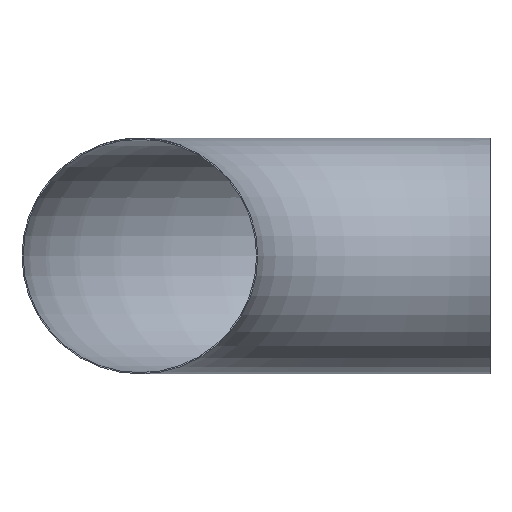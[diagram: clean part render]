
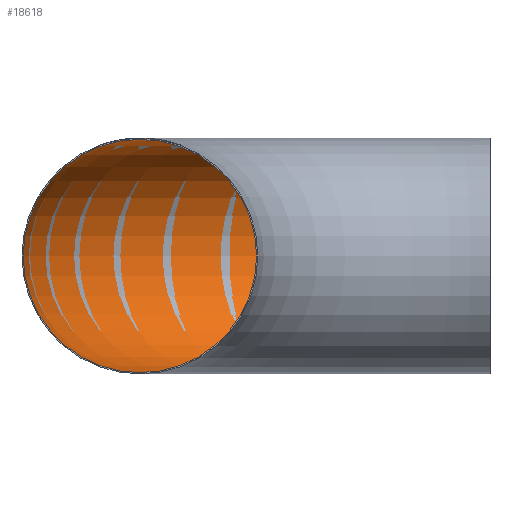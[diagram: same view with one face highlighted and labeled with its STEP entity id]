
A CAD part, front view. The second image highlights one B-rep face of the part: STEP entity #18618.
In plain terms, the highlighted toroidal (fillet/blend) face has major radius 900 mm and minor radius 300 mm.
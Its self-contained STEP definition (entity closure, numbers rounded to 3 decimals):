
#233 = AXIS2_PLACEMENT_3D ( 'NONE', #37521, #33966, #12773 ) ;
#585 = EDGE_LOOP ( 'NONE', ( #34170 ) ) ;
#1321 = DIRECTION ( 'NONE',  ( 0., 1., 0. ) ) ;
#1396 = VERTEX_POINT ( 'NONE', #27526 ) ;
#1745 = EDGE_CURVE ( 'NONE', #38238, #38238, #6310, .T. ) ;
#6310 = CIRCLE ( 'NONE', #29104, 300. ) ;
#7059 = AXIS2_PLACEMENT_3D ( 'NONE', #19133, #7978, #1321 ) ;
#7978 = DIRECTION ( 'NONE',  ( 1., 0., 0. ) ) ;
#9227 = CARTESIAN_POINT ( 'NONE',  ( -900., 0., 300. ) ) ;
#10923 = ORIENTED_EDGE ( 'NONE', *, *, #1745, .F. ) ;
#11638 = TOROIDAL_SURFACE ( 'NONE', #233, 900., 300. ) ;
#11842 = FACE_OUTER_BOUND ( 'NONE', #34169, .T. ) ;
#12773 = DIRECTION ( 'NONE',  ( -1., 0., 0. ) ) ;
#16100 = FACE_OUTER_BOUND ( 'NONE', #585, .T. ) ;
#18101 = EDGE_CURVE ( 'NONE', #1396, #1396, #45811, .T. ) ;
#18618 = ADVANCED_FACE ( 'NONE', ( #16100, #11842 ), #11638, .F. ) ;
#19133 = CARTESIAN_POINT ( 'NONE',  ( 0., 900., 0. ) ) ;
#27526 = CARTESIAN_POINT ( 'NONE',  ( 0., 1200., 0. ) ) ;
#29104 = AXIS2_PLACEMENT_3D ( 'NONE', #39156, #31538, #42491 ) ;
#31538 = DIRECTION ( 'NONE',  ( 0., 1., 0. ) ) ;
#33966 = DIRECTION ( 'NONE',  ( 0., 0., -1. ) ) ;
#34169 = EDGE_LOOP ( 'NONE', ( #10923 ) ) ;
#34170 = ORIENTED_EDGE ( 'NONE', *, *, #18101, .T. ) ;
#37521 = CARTESIAN_POINT ( 'NONE',  ( 0., 0., 0. ) ) ;
#38238 = VERTEX_POINT ( 'NONE', #9227 ) ;
#39156 = CARTESIAN_POINT ( 'NONE',  ( -900., 0., 0. ) ) ;
#42491 = DIRECTION ( 'NONE',  ( 0., 0., 1. ) ) ;
#45811 = CIRCLE ( 'NONE', #7059, 300. ) ;
